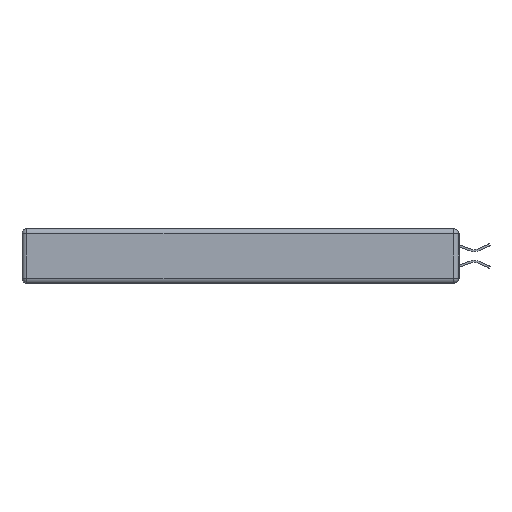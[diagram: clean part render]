
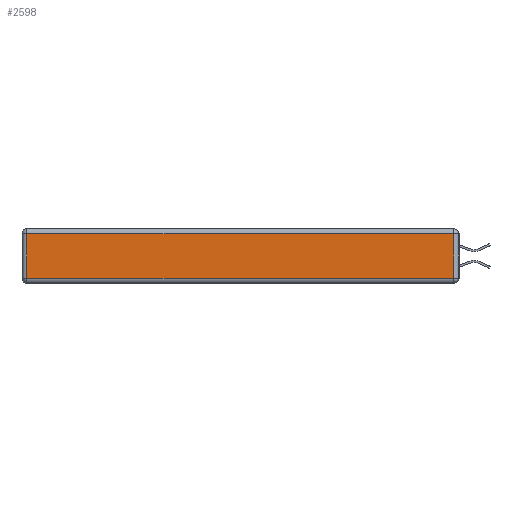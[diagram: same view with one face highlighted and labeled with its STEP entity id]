
A CAD part, left-side view. The second image highlights one B-rep face of the part: STEP entity #2598.
In plain terms, the highlighted planar face has unit normal (-1, 0, 0).
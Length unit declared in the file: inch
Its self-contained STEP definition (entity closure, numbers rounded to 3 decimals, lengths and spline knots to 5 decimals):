
#363 = EDGE_LOOP ( 'NONE', ( #3706, #11934, #1369, #13321 ) ) ;
#424 = VECTOR ( 'NONE', #13543, 39.37008 ) ;
#588 = DIRECTION ( 'NONE',  ( 0., 0., 1. ) ) ;
#1369 = ORIENTED_EDGE ( 'NONE', *, *, #2991, .T. ) ;
#1641 = CARTESIAN_POINT ( 'NONE',  ( 0., 0., -0.343 ) ) ;
#1685 = EDGE_CURVE ( 'NONE', #2777, #7581, #3428, .T. ) ;
#2187 = VERTEX_POINT ( 'NONE', #8394 ) ;
#2573 = VECTOR ( 'NONE', #588, 39.37008 ) ;
#2598 = ADVANCED_FACE ( 'NONE', ( #11011 ), #7156, .T. ) ;
#2777 = VERTEX_POINT ( 'NONE', #8711 ) ;
#2991 = EDGE_CURVE ( 'NONE', #11096, #2777, #5463, .T. ) ;
#3291 = CARTESIAN_POINT ( 'NONE',  ( 0., 2.72, -0.343 ) ) ;
#3428 = LINE ( 'NONE', #3291, #6263 ) ;
#3706 = ORIENTED_EDGE ( 'NONE', *, *, #11573, .T. ) ;
#3984 = DIRECTION ( 'NONE',  ( 0., 1., 0. ) ) ;
#4482 = CARTESIAN_POINT ( 'NONE',  ( 0., 2.72, -0.313 ) ) ;
#4886 = VECTOR ( 'NONE', #3984, 39.37008 ) ;
#5392 = CARTESIAN_POINT ( 'NONE',  ( 0., 0.03, -0.343 ) ) ;
#5463 = LINE ( 'NONE', #11300, #4886 ) ;
#5569 = DIRECTION ( 'NONE',  ( 0., 0., -1. ) ) ;
#5812 = LINE ( 'NONE', #5392, #2573 ) ;
#5912 = LINE ( 'NONE', #6158, #424 ) ;
#6118 = AXIS2_PLACEMENT_3D ( 'NONE', #1641, #15604, #13237 ) ;
#6158 = CARTESIAN_POINT ( 'NONE',  ( 0., 0., -0.313 ) ) ;
#6263 = VECTOR ( 'NONE', #5569, 39.37008 ) ;
#7156 = PLANE ( 'NONE',  #6118 ) ;
#7581 = VERTEX_POINT ( 'NONE', #4482 ) ;
#8394 = CARTESIAN_POINT ( 'NONE',  ( 0., 0.03, -0.313 ) ) ;
#8711 = CARTESIAN_POINT ( 'NONE',  ( 0., 2.72, -0.03 ) ) ;
#11011 = FACE_OUTER_BOUND ( 'NONE', #363, .T. ) ;
#11096 = VERTEX_POINT ( 'NONE', #12978 ) ;
#11300 = CARTESIAN_POINT ( 'NONE',  ( 0., 2.75, -0.03 ) ) ;
#11573 = EDGE_CURVE ( 'NONE', #7581, #2187, #5912, .T. ) ;
#11934 = ORIENTED_EDGE ( 'NONE', *, *, #14609, .T. ) ;
#12978 = CARTESIAN_POINT ( 'NONE',  ( 0., 0.03, -0.03 ) ) ;
#13237 = DIRECTION ( 'NONE',  ( 0., 0., 1. ) ) ;
#13321 = ORIENTED_EDGE ( 'NONE', *, *, #1685, .T. ) ;
#13543 = DIRECTION ( 'NONE',  ( 0., -1., 0. ) ) ;
#14609 = EDGE_CURVE ( 'NONE', #2187, #11096, #5812, .T. ) ;
#15604 = DIRECTION ( 'NONE',  ( -1., 0., 0. ) ) ;
